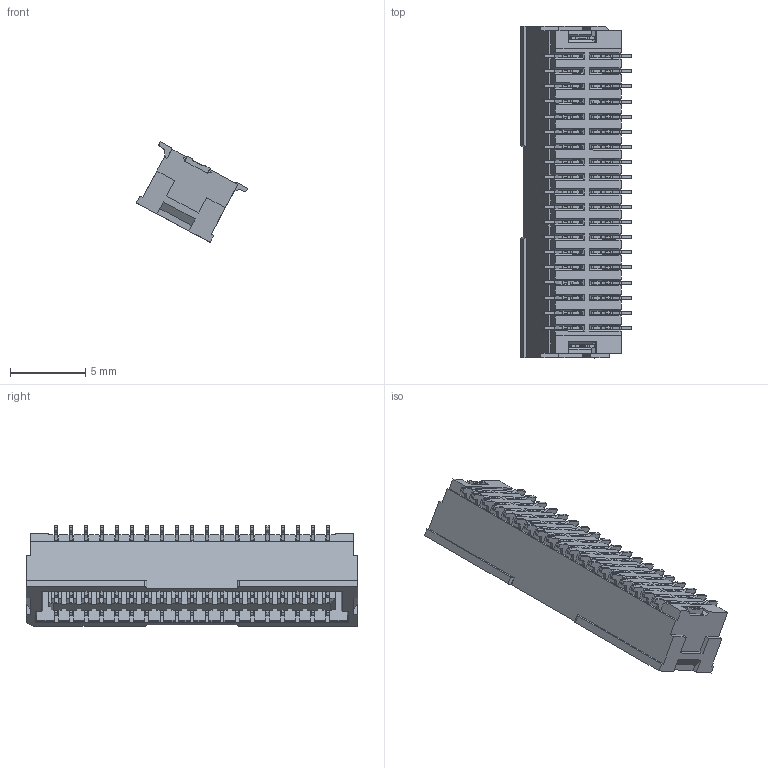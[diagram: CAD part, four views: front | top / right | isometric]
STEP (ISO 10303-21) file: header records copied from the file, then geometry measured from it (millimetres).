
FILE_DESCRIPTION (( 'STEP AP203' ), '1' );
FILE_NAME ('FWF10014-D38S83NAM.STEP', '2025-11-21T06:03:02', ( '' ), ( '' ), 'SwSTEP 2.0', 'SolidWorks 2021', '' );
FILE_SCHEMA (( 'CONFIG_CONTROL_DESIGN' ));
Length unit declared in the file: millimetre
Products named in the file (1): FWF10014-D38S83NAM
Bounding box: 7.38 x 22 x 6.68 mm (x, y, z)
Volume: 312.8 mm3; surface area: 1559.3 mm2
Topology: 22 solids, 22 shells, 3447 faces, 10655 edges, 7045 vertices
Faces by surface type: plane 2097, cylinder 1314, bspline 36
Entity records: 119619 total; most frequent: CARTESIAN_POINT 24223, ORIENTED_EDGE 21310, DIRECTION 18665, EDGE_CURVE 10655, VECTOR 7793, LINE 7793, VERTEX_POINT 7045, AXIS2_PLACEMENT_3D 5436
